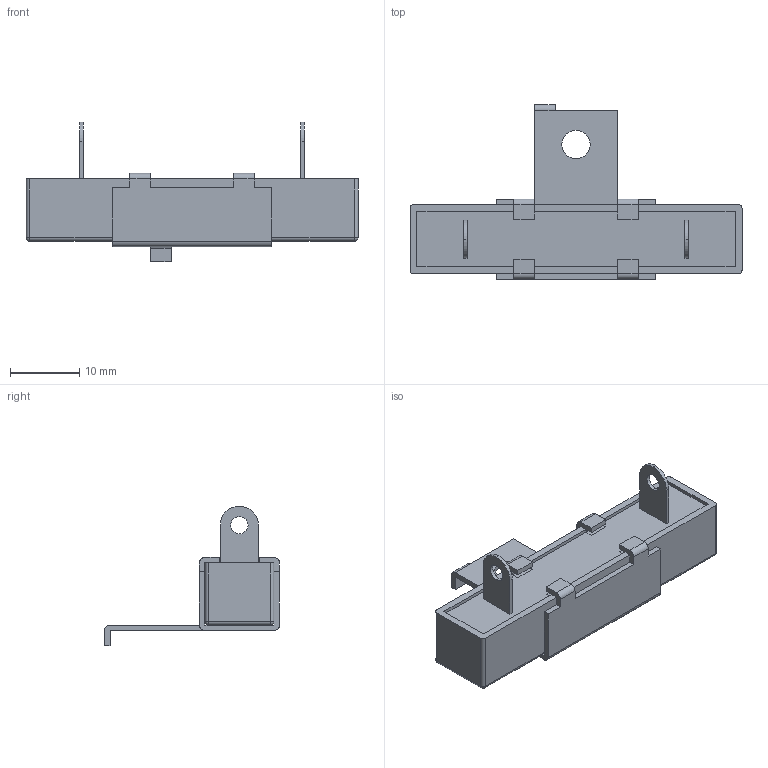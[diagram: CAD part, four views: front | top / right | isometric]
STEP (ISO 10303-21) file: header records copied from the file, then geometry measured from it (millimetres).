
FILE_DESCRIPTION (( 'STEP AP203' ), '1' );
FILE_NAME ('WPRT10SB.STEP', '2015-10-19T11:18:14', ( '' ), ( '' ), 'SwSTEP 2.0', 'SolidWorks 2015', '' );
FILE_SCHEMA (( 'CONFIG_CONTROL_DESIGN' ));
Length unit declared in the file: millimetre
Products named in the file (1): WPRT10SB
Bounding box: 48 x 25.3 x 20.2 mm (x, y, z)
Volume: 4744.6 mm3; surface area: 4012 mm2
Topology: 2 solids, 2 shells, 141 faces, 398 edges, 257 vertices
Faces by surface type: plane 104, cylinder 33, sphere 4
Entity records: 4577 total; most frequent: CARTESIAN_POINT 793, ORIENTED_EDGE 788, DIRECTION 744, EDGE_CURVE 394, LINE 328, VECTOR 328, VERTEX_POINT 257, AXIS2_PLACEMENT_3D 208
